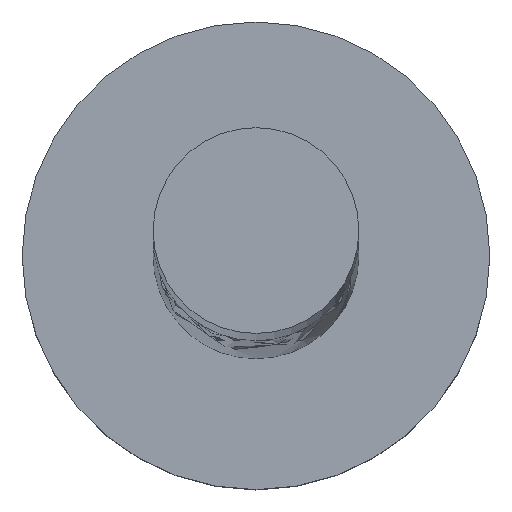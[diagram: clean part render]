
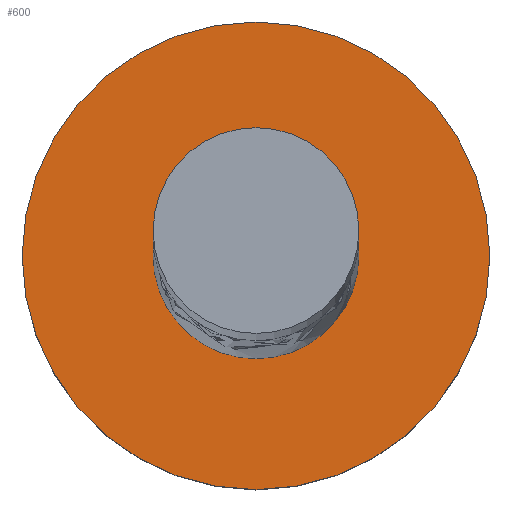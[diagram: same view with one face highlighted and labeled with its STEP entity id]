
A CAD part, top view. The second image highlights one B-rep face of the part: STEP entity #600.
In plain terms, the highlighted planar face has unit normal (0, 0, 1).
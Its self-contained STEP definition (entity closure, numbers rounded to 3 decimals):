
#62 = ORIENTED_EDGE ( 'NONE', *, *, #578, .F. ) ;
#115 = ORIENTED_EDGE ( 'NONE', *, *, #484, .T. ) ;
#135 = DIRECTION ( 'NONE',  ( 0., 0., 1. ) ) ;
#275 = ORIENTED_EDGE ( 'NONE', *, *, #1010, .F. ) ;
#278 = AXIS2_PLACEMENT_3D ( 'NONE', #849, #979, #1215 ) ;
#304 = AXIS2_PLACEMENT_3D ( 'NONE', #1183, #444, #1145 ) ;
#384 = CIRCLE ( 'NONE', #1410, 1.1 ) ;
#429 = EDGE_LOOP ( 'NONE', ( #115, #482 ) ) ;
#444 = DIRECTION ( 'NONE',  ( 0., 0., 1. ) ) ;
#476 = EDGE_LOOP ( 'NONE', ( #275, #62 ) ) ;
#482 = ORIENTED_EDGE ( 'NONE', *, *, #1229, .T. ) ;
#484 = EDGE_CURVE ( 'NONE', #1078, #638, #817, .T. ) ;
#486 = PLANE ( 'NONE',  #278 ) ;
#503 = DIRECTION ( 'NONE',  ( 0., 0., 1. ) ) ;
#536 = AXIS2_PLACEMENT_3D ( 'NONE', #1518, #1191, #1389 ) ;
#574 = VERTEX_POINT ( 'NONE', #610 ) ;
#578 = EDGE_CURVE ( 'NONE', #574, #952, #384, .T. ) ;
#600 = ADVANCED_FACE ( 'NONE', ( #1222, #852 ), #486, .T. ) ;
#610 = CARTESIAN_POINT ( 'NONE',  ( 1.1, 0., 2. ) ) ;
#638 = VERTEX_POINT ( 'NONE', #1464 ) ;
#735 = CARTESIAN_POINT ( 'NONE',  ( 0., 0., 2. ) ) ;
#817 = CIRCLE ( 'NONE', #1480, 2.5 ) ;
#849 = CARTESIAN_POINT ( 'NONE',  ( 0., 0., 2. ) ) ;
#852 = FACE_OUTER_BOUND ( 'NONE', #429, .T. ) ;
#952 = VERTEX_POINT ( 'NONE', #1362 ) ;
#979 = DIRECTION ( 'NONE',  ( 0., 0., 1. ) ) ;
#1010 = EDGE_CURVE ( 'NONE', #952, #574, #1214, .T. ) ;
#1076 = CARTESIAN_POINT ( 'NONE',  ( 0., 0., 2. ) ) ;
#1078 = VERTEX_POINT ( 'NONE', #1224 ) ;
#1086 = CIRCLE ( 'NONE', #304, 2.5 ) ;
#1145 = DIRECTION ( 'NONE',  ( 1., 0., 0. ) ) ;
#1183 = CARTESIAN_POINT ( 'NONE',  ( 0., 0., 2. ) ) ;
#1191 = DIRECTION ( 'NONE',  ( 0., 0., 1. ) ) ;
#1214 = CIRCLE ( 'NONE', #536, 1.1 ) ;
#1215 = DIRECTION ( 'NONE',  ( 1., 0., 0. ) ) ;
#1222 = FACE_BOUND ( 'NONE', #476, .T. ) ;
#1224 = CARTESIAN_POINT ( 'NONE',  ( -2.5, 0., 2. ) ) ;
#1228 = DIRECTION ( 'NONE',  ( 1., 0., 0. ) ) ;
#1229 = EDGE_CURVE ( 'NONE', #638, #1078, #1086, .T. ) ;
#1346 = DIRECTION ( 'NONE',  ( 1., 0., 0. ) ) ;
#1362 = CARTESIAN_POINT ( 'NONE',  ( -1.1, 0., 2. ) ) ;
#1389 = DIRECTION ( 'NONE',  ( 1., 0., 0. ) ) ;
#1410 = AXIS2_PLACEMENT_3D ( 'NONE', #1076, #503, #1228 ) ;
#1464 = CARTESIAN_POINT ( 'NONE',  ( 2.5, 0., 2. ) ) ;
#1480 = AXIS2_PLACEMENT_3D ( 'NONE', #735, #135, #1346 ) ;
#1518 = CARTESIAN_POINT ( 'NONE',  ( 0., 0., 2. ) ) ;
